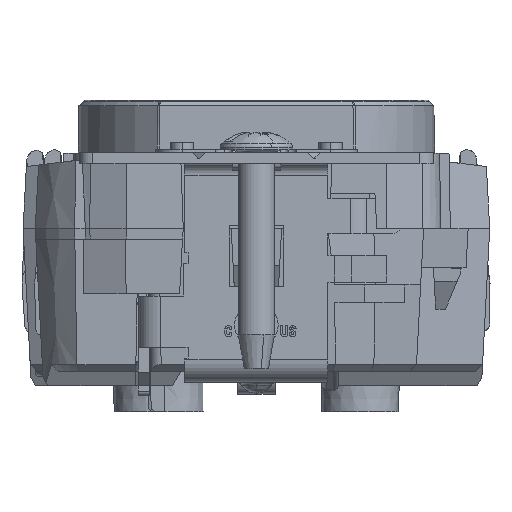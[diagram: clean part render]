
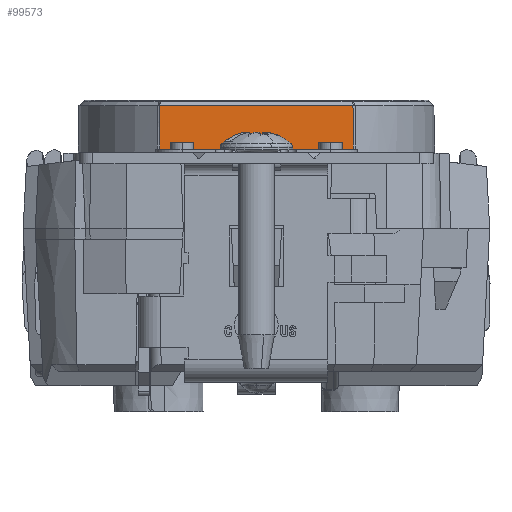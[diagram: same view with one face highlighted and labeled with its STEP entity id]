
A CAD part, front view. The second image highlights one B-rep face of the part: STEP entity #99573.
In plain terms, the highlighted planar face has unit normal (0, -1, 0.018).
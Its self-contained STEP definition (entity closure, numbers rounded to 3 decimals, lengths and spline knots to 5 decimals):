
#1695 = LINE ( 'NONE', #97986, #92351 ) ;
#2396 = CARTESIAN_POINT ( 'NONE',  ( -0.35847, -1.31546, 0.92608 ) ) ;
#3416 = CARTESIAN_POINT ( 'NONE',  ( 0.35816, -1.31443, 0.98465 ) ) ;
#5995 = DIRECTION ( 'NONE',  ( 1., 0., 0. ) ) ;
#9596 = CARTESIAN_POINT ( 'NONE',  ( 0.35816, -1.31443, 0.98465 ) ) ;
#10821 = CARTESIAN_POINT ( 'NONE',  ( 0.35909, -1.3175, 0.809 ) ) ;
#14224 = EDGE_CURVE ( 'NONE', #67024, #27054, #52028, .T. ) ;
#15220 = CARTESIAN_POINT ( 'NONE',  ( 0.281, -1.3175, 0.809 ) ) ;
#16619 = LINE ( 'NONE', #62934, #34471 ) ;
#18989 = CARTESIAN_POINT ( 'NONE',  ( 0.35847, -1.31546, 0.92608 ) ) ;
#20510 = CARTESIAN_POINT ( 'NONE',  ( -0.35909, -1.3175, 0.809 ) ) ;
#21166 = CARTESIAN_POINT ( 'NONE',  ( -0.35816, -1.31443, 0.98465 ) ) ;
#24794 = ORIENTED_EDGE ( 'NONE', *, *, #57756, .T. ) ;
#27054 = VERTEX_POINT ( 'NONE', #68754 ) ;
#27488 = B_SPLINE_CURVE_WITH_KNOTS ( 'NONE', 3,
 ( #10821, #67156, #115933, #77150, #18989, #105256, #9596 ),
 .UNSPECIFIED., .F., .F.,
 ( 4, 3, 4 ),
 ( 0., 0.00223, 0.00446 ),
 .UNSPECIFIED. ) ;
#29320 = CARTESIAN_POINT ( 'NONE',  ( -0.35909, -1.3175, 0.809 ) ) ;
#31999 = DIRECTION ( 'NONE',  ( 1., 0., 0. ) ) ;
#33294 = EDGE_CURVE ( 'NONE', #113698, #98579, #33638, .T. ) ;
#33533 = AXIS2_PLACEMENT_3D ( 'NONE', #109662, #110279, #52183 ) ;
#33638 = LINE ( 'NONE', #117489, #59610 ) ;
#34471 = VECTOR ( 'NONE', #5995, 39.37008 ) ;
#38104 = CARTESIAN_POINT ( 'NONE',  ( -0.35863, -1.31597, 0.8968 ) ) ;
#38634 = VERTEX_POINT ( 'NONE', #49661 ) ;
#41415 = CARTESIAN_POINT ( 'NONE',  ( 0., -1.3175, 0.809 ) ) ;
#41583 = PLANE ( 'NONE',  #33533 ) ;
#45892 = ORIENTED_EDGE ( 'NONE', *, *, #51091, .T. ) ;
#47518 = CARTESIAN_POINT ( 'NONE',  ( -0.35832, -1.31495, 0.95536 ) ) ;
#49661 = CARTESIAN_POINT ( 'NONE',  ( 0.35909, -1.3175, 0.809 ) ) ;
#51091 = EDGE_CURVE ( 'NONE', #98579, #67024, #66467, .T. ) ;
#52028 = LINE ( 'NONE', #41415, #109159 ) ;
#52183 = DIRECTION ( 'NONE',  ( 0., -0.017, -1. ) ) ;
#57756 = EDGE_CURVE ( 'NONE', #38634, #113698, #27488, .T. ) ;
#58381 = ORIENTED_EDGE ( 'NONE', *, *, #14224, .T. ) ;
#59610 = VECTOR ( 'NONE', #99920, 39.37008 ) ;
#61844 = ORIENTED_EDGE ( 'NONE', *, *, #108438, .T. ) ;
#62326 = EDGE_LOOP ( 'NONE', ( #81900, #45892, #58381, #86901, #61844, #24794 ) ) ;
#62934 = CARTESIAN_POINT ( 'NONE',  ( 0., -1.3175, 0.809 ) ) ;
#63316 = VERTEX_POINT ( 'NONE', #15220 ) ;
#66467 = B_SPLINE_CURVE_WITH_KNOTS ( 'NONE', 3,
 ( #21166, #47518, #2396, #38104, #115656, #94994, #29320 ),
 .UNSPECIFIED., .F., .F.,
 ( 4, 3, 4 ),
 ( 0., 0.00223, 0.00446 ),
 .UNSPECIFIED. ) ;
#67024 = VERTEX_POINT ( 'NONE', #20510 ) ;
#67156 = CARTESIAN_POINT ( 'NONE',  ( 0.35894, -1.31699, 0.83827 ) ) ;
#68754 = CARTESIAN_POINT ( 'NONE',  ( -0.281, -1.3175, 0.809 ) ) ;
#77150 = CARTESIAN_POINT ( 'NONE',  ( 0.35863, -1.31597, 0.8968 ) ) ;
#78004 = DIRECTION ( 'NONE',  ( 1., 0., 0. ) ) ;
#81900 = ORIENTED_EDGE ( 'NONE', *, *, #33294, .T. ) ;
#86901 = ORIENTED_EDGE ( 'NONE', *, *, #111137, .T. ) ;
#92351 = VECTOR ( 'NONE', #78004, 39.37008 ) ;
#92953 = CARTESIAN_POINT ( 'NONE',  ( -0.35816, -1.31443, 0.98465 ) ) ;
#94994 = CARTESIAN_POINT ( 'NONE',  ( -0.35894, -1.31699, 0.83827 ) ) ;
#97986 = CARTESIAN_POINT ( 'NONE',  ( 0., -1.3175, 0.809 ) ) ;
#98579 = VERTEX_POINT ( 'NONE', #92953 ) ;
#99573 = ADVANCED_FACE ( 'NONE', ( #119095 ), #41583, .T. ) ;
#99920 = DIRECTION ( 'NONE',  ( -1., 0., 0. ) ) ;
#105256 = CARTESIAN_POINT ( 'NONE',  ( 0.35832, -1.31495, 0.95536 ) ) ;
#108438 = EDGE_CURVE ( 'NONE', #63316, #38634, #1695, .T. ) ;
#109159 = VECTOR ( 'NONE', #31999, 39.37008 ) ;
#109662 = CARTESIAN_POINT ( 'NONE',  ( 0., -1.3175, 0.809 ) ) ;
#110279 = DIRECTION ( 'NONE',  ( 0., -1., 0.017 ) ) ;
#111137 = EDGE_CURVE ( 'NONE', #27054, #63316, #16619, .T. ) ;
#113698 = VERTEX_POINT ( 'NONE', #3416 ) ;
#115656 = CARTESIAN_POINT ( 'NONE',  ( -0.35878, -1.31648, 0.86753 ) ) ;
#115933 = CARTESIAN_POINT ( 'NONE',  ( 0.35878, -1.31648, 0.86753 ) ) ;
#117489 = CARTESIAN_POINT ( 'NONE',  ( -0.36259, -1.31443, 0.98465 ) ) ;
#119095 = FACE_OUTER_BOUND ( 'NONE', #62326, .T. ) ;
